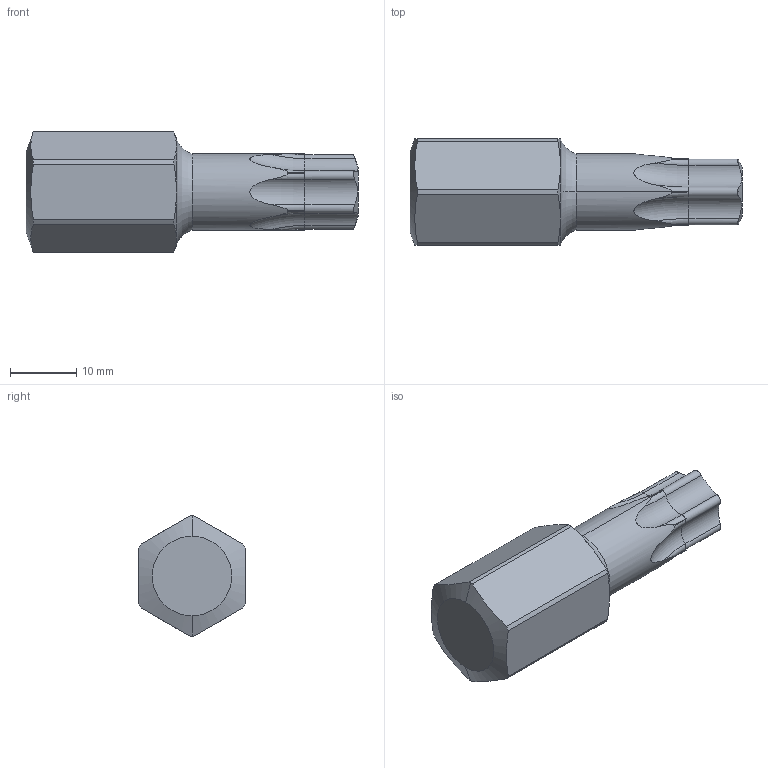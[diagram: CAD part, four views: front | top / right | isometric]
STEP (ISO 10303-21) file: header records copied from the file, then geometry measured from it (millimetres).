
FILE_DESCRIPTION((''),'2;1');
FILE_NAME('4027155255','2023-08-22T15:29:43',('A00565553'),(''),'CREO PARAMETRIC BY PTC INC, 2022414','CREO PARAMETRIC BY PTC INC, 2022414','');
FILE_SCHEMA(('CONFIG_CONTROL_DESIGN','GEOMETRIC_VALIDATION_PROPERTIES_MIM'));
Length unit declared in the file: millimetre
Products named in the file (1): 4027155255
Bounding box: 50 x 16 x 18.08 mm (x, y, z)
Volume: 7342.2 mm3; surface area: 2588.9 mm2
Topology: 1 solids, 1 shells, 74 faces, 186 edges, 113 vertices
Faces by surface type: cone 24, cylinder 22, torus 20, plane 8
Entity records: 3341 total; most frequent: CARTESIAN_POINT 1051, ORIENTED_EDGE 368, DIRECTION 340, EDGE_CURVE 184, AXIS2_PLACEMENT_3D 150, VERTEX_POINT 113, CIRCLE 76, EDGE_LOOP 75
